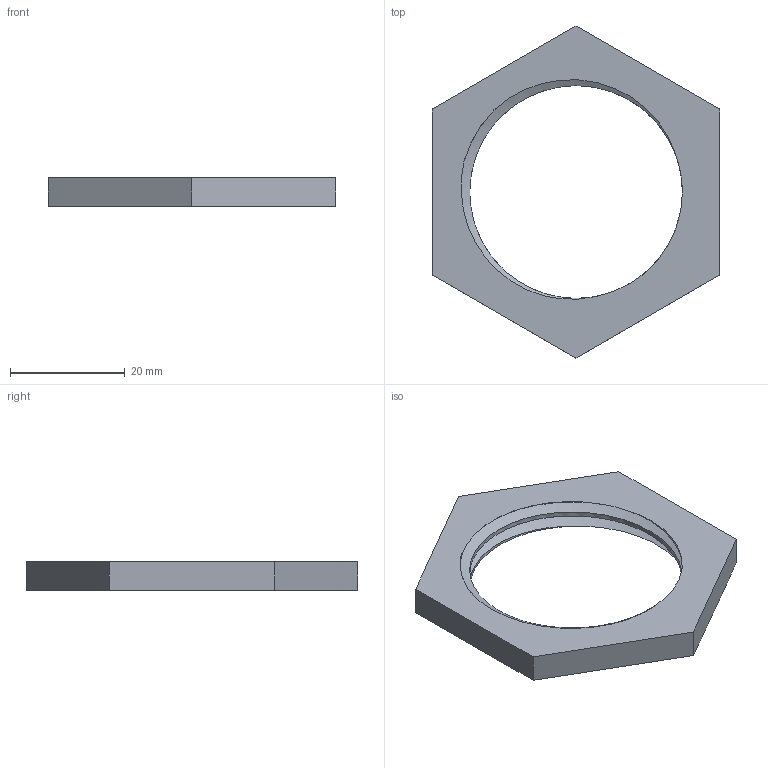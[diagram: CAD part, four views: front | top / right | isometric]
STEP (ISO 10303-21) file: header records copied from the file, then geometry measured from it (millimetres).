
FILE_DESCRIPTION(/* description */ (''),/* implementation_level */ '2;1');
FILE_NAME(/* name */ 'contre crou tube inj.step',/* time_stamp */ '2023-03-20T19:07:57+01:00',/* author */ (''),/* organization */ (''),/* preprocessor_version */ 'ST-DEVELOPER v19.2',/* originating_system */ 'Autodesk Translation Framework v11.17.0.187',/* authorisation */ '');
FILE_SCHEMA (('AUTOMOTIVE_DESIGN { 1 0 10303 214 3 1 1 }'));
Length unit declared in the file: millimetre
Products named in the file (1): contre écrou tube inj
Bounding box: 50 x 57.73 x 5 mm (x, y, z)
Volume: 5041.3 mm3; surface area: 3876.5 mm2
Topology: 1 solids, 1 shells, 16 faces, 42 edges, 28 vertices
Faces by surface type: plane 8, cylinder 6, bspline 2
Full cylindrical faces by diameter (mm): 37.002 x1, 40.349 x1
Entity records: 1475 total; most frequent: CARTESIAN_POINT 1070, ORIENTED_EDGE 84, DIRECTION 62, EDGE_CURVE 42, VERTEX_POINT 28, LINE 22, VECTOR 22, AXIS2_PLACEMENT_3D 20
